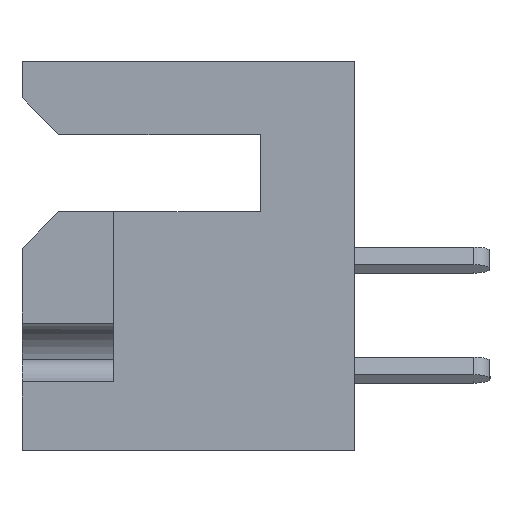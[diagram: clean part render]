
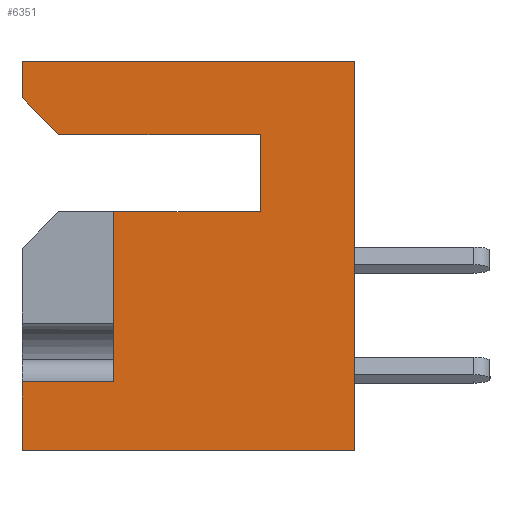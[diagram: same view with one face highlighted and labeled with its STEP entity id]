
A CAD part, left-side view. The second image highlights one B-rep face of the part: STEP entity #6351.
In plain terms, the highlighted planar face has unit normal (-1, 0, 0).
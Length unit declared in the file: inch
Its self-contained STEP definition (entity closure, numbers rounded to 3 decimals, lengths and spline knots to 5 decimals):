
#478 = EDGE_CURVE ( 'NONE', #13551, #3842, #1971, .T. ) ;
#710 = CARTESIAN_POINT ( 'NONE',  ( 0., 0., 0. ) ) ;
#868 = CARTESIAN_POINT ( 'NONE',  ( 0., 0.328, -0.437 ) ) ;
#1075 = CARTESIAN_POINT ( 'NONE',  ( 0., 0.453, -0.531 ) ) ;
#1307 = DIRECTION ( 'NONE',  ( 1., 0., 0. ) ) ;
#1728 = ORIENTED_EDGE ( 'NONE', *, *, #3498, .F. ) ;
#1971 = LINE ( 'NONE', #5895, #15868 ) ;
#2347 = DIRECTION ( 'NONE',  ( 0., 0., 1. ) ) ;
#2410 = VERTEX_POINT ( 'NONE', #5429 ) ;
#2627 = DIRECTION ( 'NONE',  ( 0., 1., 0. ) ) ;
#2704 = ORIENTED_EDGE ( 'NONE', *, *, #2833, .F. ) ;
#2766 = LINE ( 'NONE', #1075, #10449 ) ;
#2833 = EDGE_CURVE ( 'NONE', #13105, #2410, #8438, .T. ) ;
#2882 = VECTOR ( 'NONE', #10350, 39.37008 ) ;
#3498 = EDGE_CURVE ( 'NONE', #13168, #8181, #3671, .T. ) ;
#3550 = DIRECTION ( 'NONE',  ( 0., 0., 1. ) ) ;
#3671 = LINE ( 'NONE', #15022, #6708 ) ;
#3674 = LINE ( 'NONE', #4739, #5414 ) ;
#3761 = ORIENTED_EDGE ( 'NONE', *, *, #12060, .T. ) ;
#3842 = VERTEX_POINT ( 'NONE', #5067 ) ;
#4245 = VECTOR ( 'NONE', #2347, 39.37008 ) ;
#4739 = CARTESIAN_POINT ( 'NONE',  ( 0., 0.403, -0.1 ) ) ;
#4959 = VERTEX_POINT ( 'NONE', #868 ) ;
#5067 = CARTESIAN_POINT ( 'NONE',  ( 0., 0.453, -0.437 ) ) ;
#5113 = LINE ( 'NONE', #7684, #4245 ) ;
#5414 = VECTOR ( 'NONE', #14293, 39.37008 ) ;
#5429 = CARTESIAN_POINT ( 'NONE',  ( 0., 0.453, 0. ) ) ;
#5737 = VECTOR ( 'NONE', #2627, 39.37008 ) ;
#5895 = CARTESIAN_POINT ( 'NONE',  ( 0., 0.453, 0. ) ) ;
#5939 = EDGE_CURVE ( 'NONE', #13551, #17016, #2766, .T. ) ;
#6150 = CARTESIAN_POINT ( 'NONE',  ( 0., 0.403, -0.1 ) ) ;
#6173 = EDGE_CURVE ( 'NONE', #4959, #13857, #5113, .T. ) ;
#6351 = ADVANCED_FACE ( 'NONE', ( #9370 ), #8165, .F. ) ;
#6393 = CARTESIAN_POINT ( 'NONE',  ( 0., 0.453, -0.05 ) ) ;
#6609 = DIRECTION ( 'NONE',  ( 0., -1., 0. ) ) ;
#6708 = VECTOR ( 'NONE', #12474, 39.37008 ) ;
#6980 = CARTESIAN_POINT ( 'NONE',  ( 0., 0.128, -0.1 ) ) ;
#7152 = CARTESIAN_POINT ( 'NONE',  ( 0., 0.128, -0.1 ) ) ;
#7439 = EDGE_CURVE ( 'NONE', #2410, #9382, #13055, .T. ) ;
#7498 = DIRECTION ( 'NONE',  ( 0., 0., 1. ) ) ;
#7667 = LINE ( 'NONE', #11739, #12370 ) ;
#7684 = CARTESIAN_POINT ( 'NONE',  ( 0., 0.328, -0.205 ) ) ;
#8081 = CARTESIAN_POINT ( 'NONE',  ( 0., 0.128, -0.205 ) ) ;
#8165 = PLANE ( 'NONE',  #17669 ) ;
#8181 = VERTEX_POINT ( 'NONE', #7152 ) ;
#8382 = EDGE_LOOP ( 'NONE', ( #9583, #12544, #14956, #11756, #16669, #2704, #3761, #9539, #1728, #10557, #16660 ) ) ;
#8438 = LINE ( 'NONE', #11857, #2882 ) ;
#9352 = LINE ( 'NONE', #8081, #5737 ) ;
#9370 = FACE_OUTER_BOUND ( 'NONE', #8382, .T. ) ;
#9382 = VERTEX_POINT ( 'NONE', #710 ) ;
#9411 = VECTOR ( 'NONE', #14910, 39.37008 ) ;
#9539 = ORIENTED_EDGE ( 'NONE', *, *, #16831, .F. ) ;
#9583 = ORIENTED_EDGE ( 'NONE', *, *, #10130, .T. ) ;
#10130 = EDGE_CURVE ( 'NONE', #4959, #3842, #17226, .T. ) ;
#10350 = DIRECTION ( 'NONE',  ( 0., 0., 1. ) ) ;
#10449 = VECTOR ( 'NONE', #6609, 39.37008 ) ;
#10557 = ORIENTED_EDGE ( 'NONE', *, *, #16076, .T. ) ;
#10659 = CARTESIAN_POINT ( 'NONE',  ( 0., 0.453, 0. ) ) ;
#11040 = LINE ( 'NONE', #6980, #15330 ) ;
#11739 = CARTESIAN_POINT ( 'NONE',  ( 0., 0., 0. ) ) ;
#11756 = ORIENTED_EDGE ( 'NONE', *, *, #15658, .T. ) ;
#11857 = CARTESIAN_POINT ( 'NONE',  ( 0., 0.453, 0. ) ) ;
#12060 = EDGE_CURVE ( 'NONE', #13105, #15482, #3674, .T. ) ;
#12370 = VECTOR ( 'NONE', #3550, 39.37008 ) ;
#12474 = DIRECTION ( 'NONE',  ( 0., 0., 1. ) ) ;
#12544 = ORIENTED_EDGE ( 'NONE', *, *, #478, .F. ) ;
#12614 = CARTESIAN_POINT ( 'NONE',  ( 0., 0.453, -0.531 ) ) ;
#13055 = LINE ( 'NONE', #10659, #9411 ) ;
#13105 = VERTEX_POINT ( 'NONE', #6393 ) ;
#13168 = VERTEX_POINT ( 'NONE', #17197 ) ;
#13551 = VERTEX_POINT ( 'NONE', #12614 ) ;
#13817 = DIRECTION ( 'NONE',  ( 0., 0., -1. ) ) ;
#13857 = VERTEX_POINT ( 'NONE', #17284 ) ;
#14293 = DIRECTION ( 'NONE',  ( 0., -0.707, -0.707 ) ) ;
#14405 = CARTESIAN_POINT ( 'NONE',  ( 0., 0., -0.531 ) ) ;
#14910 = DIRECTION ( 'NONE',  ( 0., -1., 0. ) ) ;
#14956 = ORIENTED_EDGE ( 'NONE', *, *, #5939, .T. ) ;
#15022 = CARTESIAN_POINT ( 'NONE',  ( 0., 0.128, -0.1 ) ) ;
#15320 = VECTOR ( 'NONE', #16021, 39.37008 ) ;
#15330 = VECTOR ( 'NONE', #16530, 39.37008 ) ;
#15482 = VERTEX_POINT ( 'NONE', #6150 ) ;
#15658 = EDGE_CURVE ( 'NONE', #17016, #9382, #7667, .T. ) ;
#15735 = CARTESIAN_POINT ( 'NONE',  ( 0., 0.328, -0.437 ) ) ;
#15868 = VECTOR ( 'NONE', #7498, 39.37008 ) ;
#16021 = DIRECTION ( 'NONE',  ( 0., 1., 0. ) ) ;
#16076 = EDGE_CURVE ( 'NONE', #13168, #13857, #9352, .T. ) ;
#16530 = DIRECTION ( 'NONE',  ( 0., 1., 0. ) ) ;
#16660 = ORIENTED_EDGE ( 'NONE', *, *, #6173, .F. ) ;
#16669 = ORIENTED_EDGE ( 'NONE', *, *, #7439, .F. ) ;
#16831 = EDGE_CURVE ( 'NONE', #8181, #15482, #11040, .T. ) ;
#17016 = VERTEX_POINT ( 'NONE', #14405 ) ;
#17197 = CARTESIAN_POINT ( 'NONE',  ( 0., 0.128, -0.205 ) ) ;
#17226 = LINE ( 'NONE', #15735, #15320 ) ;
#17284 = CARTESIAN_POINT ( 'NONE',  ( 0., 0.328, -0.205 ) ) ;
#17669 = AXIS2_PLACEMENT_3D ( 'NONE', #17701, #1307, #13817 ) ;
#17701 = CARTESIAN_POINT ( 'NONE',  ( 0., 0.453, 0. ) ) ;
